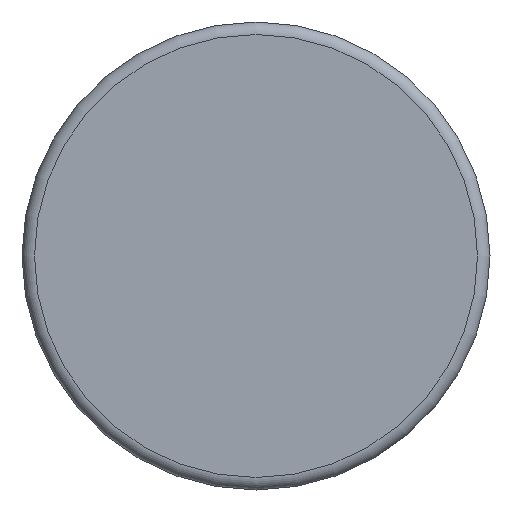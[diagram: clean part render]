
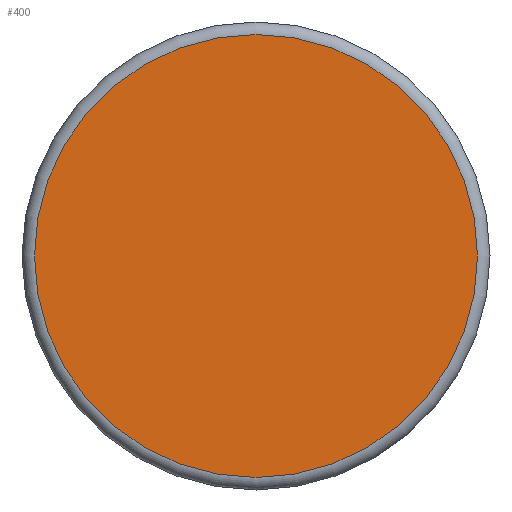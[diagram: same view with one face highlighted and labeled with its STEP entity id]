
A CAD part, front view. The second image highlights one B-rep face of the part: STEP entity #400.
In plain terms, the highlighted planar face has unit normal (0, -1, 0).
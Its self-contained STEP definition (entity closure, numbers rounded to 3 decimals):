
#79=PLANE('',#450);
#96=ORIENTED_EDGE('',*,*,#208,.T.);
#208=EDGE_CURVE('',#264,#264,#292,.F.);
#264=VERTEX_POINT('',#680);
#292=CIRCLE('',#451,3.55);
#321=EDGE_LOOP('',(#96));
#355=FACE_BOUND('',#321,.T.);
#400=ADVANCED_FACE('',(#355),#79,.F.);
#450=AXIS2_PLACEMENT_3D('',#678,#527,#528);
#451=AXIS2_PLACEMENT_3D('',#679,#529,#530);
#527=DIRECTION('',(0.,1.,0.));
#528=DIRECTION('',(0.,0.,1.));
#529=DIRECTION('',(0.,1.,0.));
#530=DIRECTION('',(0.,0.,1.));
#678=CARTESIAN_POINT('',(0.,0.,0.));
#679=CARTESIAN_POINT('',(0.,0.,0.));
#680=CARTESIAN_POINT('',(0.,0.,3.55));
